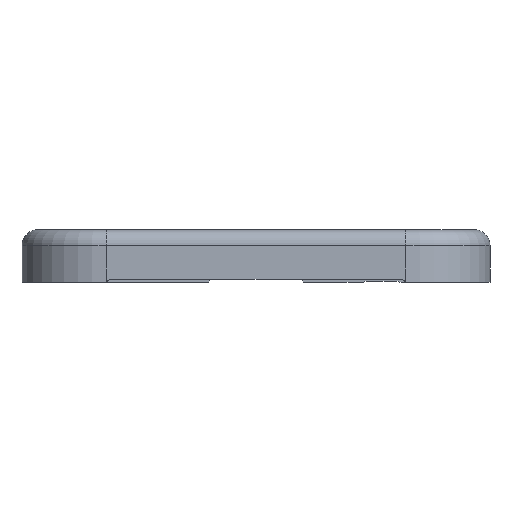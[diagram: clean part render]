
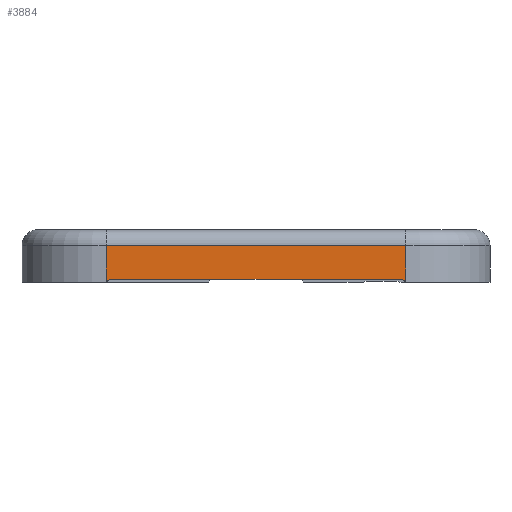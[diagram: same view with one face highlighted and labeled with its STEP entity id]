
A CAD part, front view. The second image highlights one B-rep face of the part: STEP entity #3884.
In plain terms, the highlighted planar face has unit normal (0, -1, 0).
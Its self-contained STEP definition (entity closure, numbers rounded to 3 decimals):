
#93=CIRCLE('',#4120,0.5);
#94=CIRCLE('',#4121,0.5);
#381=FACE_OUTER_BOUND('',#597,.T.);
#597=EDGE_LOOP('',(#2761,#2762,#2763,#2764,#2765,#2766,#2767,#2768));
#887=LINE('',#8621,#1263);
#888=LINE('',#8623,#1264);
#889=LINE('',#8625,#1265);
#890=LINE('',#8627,#1266);
#891=LINE('',#8629,#1267);
#892=LINE('',#8633,#1268);
#1263=VECTOR('',#4550,10.);
#1264=VECTOR('',#4551,10.);
#1265=VECTOR('',#4552,10.);
#1266=VECTOR('',#4553,10.);
#1267=VECTOR('',#4554,10.);
#1268=VECTOR('',#4557,10.);
#1718=VERTEX_POINT('',#8619);
#1719=VERTEX_POINT('',#8620);
#1720=VERTEX_POINT('',#8622);
#1721=VERTEX_POINT('',#8624);
#1722=VERTEX_POINT('',#8626);
#1723=VERTEX_POINT('',#8628);
#1724=VERTEX_POINT('',#8630);
#1725=VERTEX_POINT('',#8632);
#2131=EDGE_CURVE('',#1718,#1719,#887,.T.);
#2132=EDGE_CURVE('',#1720,#1718,#888,.T.);
#2133=EDGE_CURVE('',#1721,#1720,#889,.T.);
#2134=EDGE_CURVE('',#1721,#1722,#890,.T.);
#2135=EDGE_CURVE('',#1723,#1722,#891,.T.);
#2136=EDGE_CURVE('',#1723,#1724,#93,.F.);
#2137=EDGE_CURVE('',#1724,#1725,#892,.T.);
#2138=EDGE_CURVE('',#1725,#1719,#94,.F.);
#2761=ORIENTED_EDGE('',*,*,#2131,.F.);
#2762=ORIENTED_EDGE('',*,*,#2132,.F.);
#2763=ORIENTED_EDGE('',*,*,#2133,.F.);
#2764=ORIENTED_EDGE('',*,*,#2134,.T.);
#2765=ORIENTED_EDGE('',*,*,#2135,.F.);
#2766=ORIENTED_EDGE('',*,*,#2136,.T.);
#2767=ORIENTED_EDGE('',*,*,#2137,.T.);
#2768=ORIENTED_EDGE('',*,*,#2138,.T.);
#3742=PLANE('',#4119);
#3884=ADVANCED_FACE('',(#381),#3742,.T.);
#4119=AXIS2_PLACEMENT_3D('',#8618,#4548,#4549);
#4120=AXIS2_PLACEMENT_3D('',#8631,#4555,#4556);
#4121=AXIS2_PLACEMENT_3D('',#8634,#4558,#4559);
#4548=DIRECTION('center_axis',(0.,-1.,0.));
#4549=DIRECTION('ref_axis',(-1.,0.,0.));
#4550=DIRECTION('',(-1.,0.,0.));
#4551=DIRECTION('',(0.,0.,-1.));
#4552=DIRECTION('',(1.,0.,0.));
#4553=DIRECTION('',(0.,0.,-1.));
#4554=DIRECTION('',(-1.,0.,0.));
#4555=DIRECTION('center_axis',(0.,-1.,0.));
#4556=DIRECTION('ref_axis',(-0.707,0.,0.707));
#4557=DIRECTION('',(1.,0.,0.));
#4558=DIRECTION('center_axis',(0.,-1.,0.));
#4559=DIRECTION('ref_axis',(0.707,0.,0.707));
#8618=CARTESIAN_POINT('Origin',(93.981,37.435,2.264));
#8619=CARTESIAN_POINT('',(93.981,37.435,2.307));
#8620=CARTESIAN_POINT('',(93.93,37.435,2.307));
#8621=CARTESIAN_POINT('',(86.886,37.435,2.307));
#8622=CARTESIAN_POINT('',(93.981,37.435,5.784));
#8623=CARTESIAN_POINT('',(93.981,37.435,5.434));
#8624=CARTESIAN_POINT('',(65.601,37.435,5.784));
#8625=CARTESIAN_POINT('',(86.873,37.435,5.784));
#8626=CARTESIAN_POINT('',(65.601,37.435,2.307));
#8627=CARTESIAN_POINT('',(65.601,37.435,5.434));
#8628=CARTESIAN_POINT('',(65.651,37.435,2.307));
#8629=CARTESIAN_POINT('',(86.886,37.435,2.307));
#8630=CARTESIAN_POINT('',(66.101,37.435,2.588));
#8631=CARTESIAN_POINT('Origin',(66.101,37.435,2.088));
#8632=CARTESIAN_POINT('',(93.481,37.435,2.588));
#8633=CARTESIAN_POINT('',(79.791,37.435,2.588));
#8634=CARTESIAN_POINT('Origin',(93.481,37.435,2.088));
